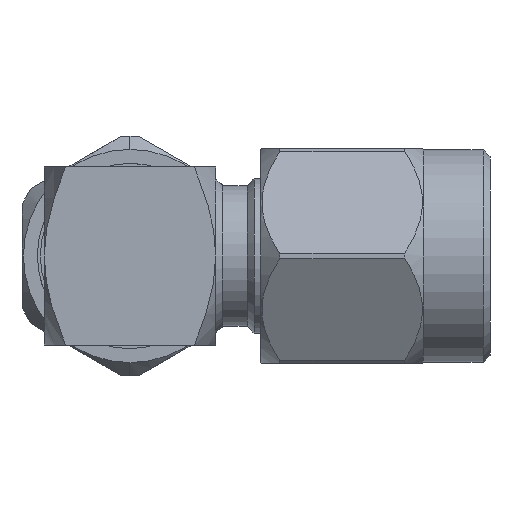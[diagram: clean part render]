
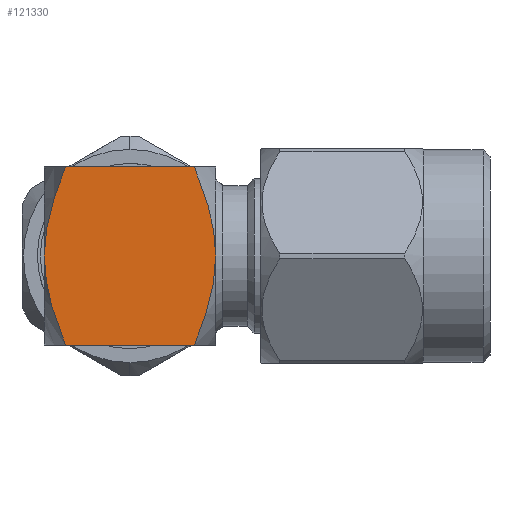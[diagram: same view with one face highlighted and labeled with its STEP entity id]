
A CAD part, front view. The second image highlights one B-rep face of the part: STEP entity #121330.
In plain terms, the highlighted face is planar.
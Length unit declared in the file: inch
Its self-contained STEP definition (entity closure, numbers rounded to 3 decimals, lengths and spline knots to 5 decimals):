
#1512 = CARTESIAN_POINT ( 'NONE',  ( -0.13, -0.09391, 0.13 ) ) ;
#2511 = CARTESIAN_POINT ( 'NONE',  ( -0.13, -0.125, 0. ) ) ;
#2878 = EDGE_CURVE ( 'NONE', #14882, #136468, #48512, .T. ) ;
#5643 = CARTESIAN_POINT ( 'NONE',  ( -0.13, 0.1215, 0.04454 ) ) ;
#6376 = ORIENTED_EDGE ( 'NONE', *, *, #15029, .F. ) ;
#7945 = CARTESIAN_POINT ( 'NONE',  ( -0.13, -0.125, 0. ) ) ;
#10116 = CARTESIAN_POINT ( 'NONE',  ( -0.13, 0.125, 0. ) ) ;
#14882 = VERTEX_POINT ( 'NONE', #102384 ) ;
#15029 = EDGE_CURVE ( 'NONE', #99244, #14882, #131023, .T. ) ;
#17079 = CARTESIAN_POINT ( 'NONE',  ( -0.13, -0.1215, 0.04454 ) ) ;
#17961 = CARTESIAN_POINT ( 'NONE',  ( -0.13, -0.12093, -0.04469 ) ) ;
#31662 = CARTESIAN_POINT ( 'NONE',  ( -0.13, 0.125, -0.01117 ) ) ;
#32667 = CARTESIAN_POINT ( 'NONE',  ( -0.13, -0.09391, 0.13 ) ) ;
#32875 = AXIS2_PLACEMENT_3D ( 'NONE', #46125, #114114, #70447 ) ;
#33801 = CARTESIAN_POINT ( 'NONE',  ( -0.13, 0.12413, -0.02252 ) ) ;
#34561 = CARTESIAN_POINT ( 'NONE',  ( -0.13, 0.125, 0.02255 ) ) ;
#35367 = FACE_OUTER_BOUND ( 'NONE', #135576, .T. ) ;
#44699 = LINE ( 'NONE', #132122, #45247 ) ;
#45247 = VECTOR ( 'NONE', #122035, 39.37008 ) ;
#45969 = CARTESIAN_POINT ( 'NONE',  ( -0.13, 0.10239, -0.10924 ) ) ;
#46125 = CARTESIAN_POINT ( 'NONE',  ( -0.13, -0.125, 0.13 ) ) ;
#47624 = ORIENTED_EDGE ( 'NONE', *, *, #2878, .F. ) ;
#48512 = B_SPLINE_CURVE_WITH_KNOTS ( 'NONE', 3,
 ( #7945, #94648, #106103, #17961, #61739, #84659, #105399, #128365 ),
 .UNSPECIFIED., .F., .F.,
 ( 4, 2, 2, 4 ),
 ( 0.01199, 0.01283, 0.01368, 0.01537 ),
 .UNSPECIFIED. ) ;
#52389 = ORIENTED_EDGE ( 'NONE', *, *, #77738, .F. ) ;
#54016 = CARTESIAN_POINT ( 'NONE',  ( -0.13, -0.125, -0.13 ) ) ;
#60866 = CARTESIAN_POINT ( 'NONE',  ( -0.13, -0.125, 0.02255 ) ) ;
#61739 = CARTESIAN_POINT ( 'NONE',  ( -0.13, -0.11861, -0.05561 ) ) ;
#62192 = EDGE_CURVE ( 'NONE', #124666, #68094, #110102, .T. ) ;
#66094 = CARTESIAN_POINT ( 'NONE',  ( -0.13, 0.09391, -0.13 ) ) ;
#68094 = VERTEX_POINT ( 'NONE', #95760 ) ;
#70447 = DIRECTION ( 'NONE',  ( 0., 0., -1. ) ) ;
#70734 = ORIENTED_EDGE ( 'NONE', *, *, #98088, .T. ) ;
#73022 = CARTESIAN_POINT ( 'NONE',  ( -0.13, 0.09391, -0.13 ) ) ;
#77079 = VERTEX_POINT ( 'NONE', #118760 ) ;
#77738 = EDGE_CURVE ( 'NONE', #68094, #77079, #106855, .T. ) ;
#79643 = VECTOR ( 'NONE', #95557, 39.37008 ) ;
#84659 = CARTESIAN_POINT ( 'NONE',  ( -0.13, -0.11009, -0.08803 ) ) ;
#86863 = CARTESIAN_POINT ( 'NONE',  ( -0.13, 0.11009, -0.08803 ) ) ;
#91644 = EDGE_CURVE ( 'NONE', #77079, #99244, #44699, .T. ) ;
#94648 = CARTESIAN_POINT ( 'NONE',  ( -0.13, -0.125, -0.01117 ) ) ;
#95557 = DIRECTION ( 'NONE',  ( 0., -1., 0. ) ) ;
#95760 = CARTESIAN_POINT ( 'NONE',  ( -0.13, 0.125, 0. ) ) ;
#98088 = EDGE_CURVE ( 'NONE', #124666, #136468, #117769, .T. ) ;
#99244 = VERTEX_POINT ( 'NONE', #1512 ) ;
#99672 = CARTESIAN_POINT ( 'NONE',  ( -0.13, 0.12093, -0.04469 ) ) ;
#100624 = ORIENTED_EDGE ( 'NONE', *, *, #62192, .F. ) ;
#101220 = PLANE ( 'NONE',  #32875 ) ;
#102349 = CARTESIAN_POINT ( 'NONE',  ( -0.13, 0.125, 0. ) ) ;
#102384 = CARTESIAN_POINT ( 'NONE',  ( -0.13, -0.125, 0. ) ) ;
#105399 = CARTESIAN_POINT ( 'NONE',  ( -0.13, -0.10239, -0.10924 ) ) ;
#106103 = CARTESIAN_POINT ( 'NONE',  ( -0.13, -0.12413, -0.02252 ) ) ;
#106855 = B_SPLINE_CURVE_WITH_KNOTS ( 'NONE', 3,
 ( #102349, #34561, #5643, #126033, #124607, #125325 ),
 .UNSPECIFIED., .F., .F.,
 ( 4, 2, 4 ),
 ( 0.00714, 0.00886, 0.01059 ),
 .UNSPECIFIED. ) ;
#107488 = CARTESIAN_POINT ( 'NONE',  ( -0.13, -0.09391, -0.13 ) ) ;
#110102 = B_SPLINE_CURVE_WITH_KNOTS ( 'NONE', 3,
 ( #66094, #45969, #86863, #129873, #99672, #33801, #31662, #10116 ),
 .UNSPECIFIED., .F., .F.,
 ( 4, 2, 2, 4 ),
 ( 0.00373, 0.00543, 0.00629, 0.00714 ),
 .UNSPECIFIED. ) ;
#114114 = DIRECTION ( 'NONE',  ( 1., 0., 0. ) ) ;
#116294 = ORIENTED_EDGE ( 'NONE', *, *, #91644, .F. ) ;
#117769 = LINE ( 'NONE', #54016, #79643 ) ;
#118760 = CARTESIAN_POINT ( 'NONE',  ( -0.13, 0.09391, 0.13 ) ) ;
#120065 = CARTESIAN_POINT ( 'NONE',  ( -0.13, -0.11016, 0.08785 ) ) ;
#121330 = ADVANCED_FACE ( 'NONE', ( #35367 ), #101220, .F. ) ;
#122035 = DIRECTION ( 'NONE',  ( 0., -1., 0. ) ) ;
#124607 = CARTESIAN_POINT ( 'NONE',  ( -0.13, 0.1024, 0.10921 ) ) ;
#124666 = VERTEX_POINT ( 'NONE', #73022 ) ;
#125325 = CARTESIAN_POINT ( 'NONE',  ( -0.13, 0.09391, 0.13 ) ) ;
#126033 = CARTESIAN_POINT ( 'NONE',  ( -0.13, 0.11016, 0.08785 ) ) ;
#126066 = CARTESIAN_POINT ( 'NONE',  ( -0.13, -0.1024, 0.10921 ) ) ;
#128365 = CARTESIAN_POINT ( 'NONE',  ( -0.13, -0.09391, -0.13 ) ) ;
#129873 = CARTESIAN_POINT ( 'NONE',  ( -0.13, 0.11861, -0.05561 ) ) ;
#131023 = B_SPLINE_CURVE_WITH_KNOTS ( 'NONE', 3,
 ( #32667, #126066, #120065, #17079, #60866, #2511 ),
 .UNSPECIFIED., .F., .F.,
 ( 4, 2, 4 ),
 ( 0.00857, 0.01028, 0.01199 ),
 .UNSPECIFIED. ) ;
#132122 = CARTESIAN_POINT ( 'NONE',  ( -0.13, -0.125, 0.13 ) ) ;
#135576 = EDGE_LOOP ( 'NONE', ( #6376, #116294, #52389, #100624, #70734, #47624 ) ) ;
#136468 = VERTEX_POINT ( 'NONE', #107488 ) ;
